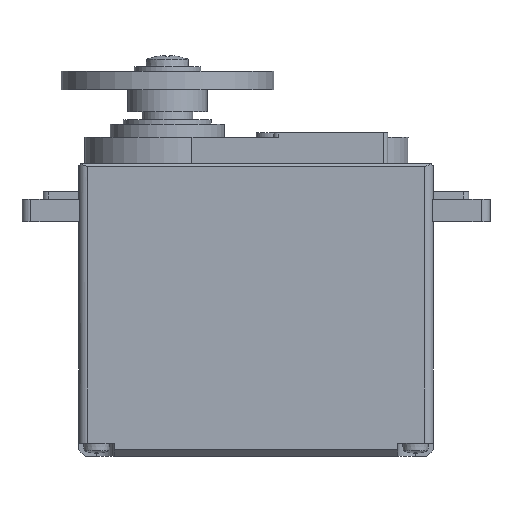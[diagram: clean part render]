
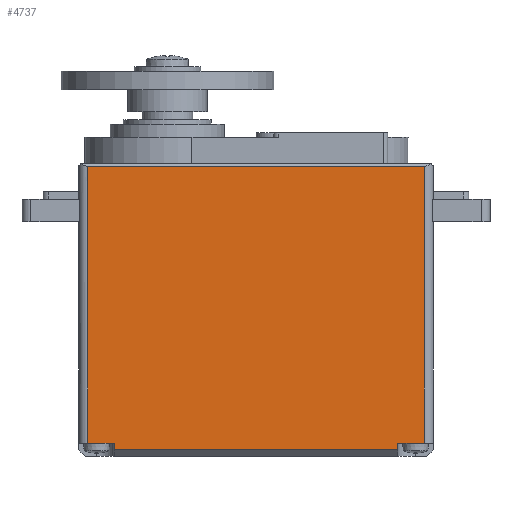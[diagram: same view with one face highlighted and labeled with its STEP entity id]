
A CAD part, front view. The second image highlights one B-rep face of the part: STEP entity #4737.
In plain terms, the highlighted planar face has unit normal (0, -1, 0).
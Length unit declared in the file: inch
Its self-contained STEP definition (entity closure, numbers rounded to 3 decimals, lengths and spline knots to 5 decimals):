
#607=FACE_OUTER_BOUND('',#948,.T.);
#948=EDGE_LOOP('',(#3927,#3928,#3929,#3930,#3931,#3932,#3933,#3934));
#1242=LINE('',#8416,#1530);
#1258=LINE('',#8460,#1546);
#1262=LINE('',#8469,#1550);
#1263=LINE('',#8472,#1551);
#1264=LINE('',#8474,#1552);
#1265=LINE('',#8475,#1553);
#1266=LINE('',#8477,#1554);
#1267=LINE('',#8478,#1555);
#1530=VECTOR('',#6127,1.49606);
#1546=VECTOR('',#6171,1.23031);
#1550=VECTOR('',#6177,1.25984);
#1551=VECTOR('',#6180,0.02953);
#1552=VECTOR('',#6181,0.11811);
#1553=VECTOR('',#6182,1.23031);
#1554=VECTOR('',#6183,0.11811);
#1555=VECTOR('',#6184,0.02953);
#2303=VERTEX_POINT('',#8412);
#2305=VERTEX_POINT('',#8415);
#2319=VERTEX_POINT('',#8458);
#2320=VERTEX_POINT('',#8462);
#2323=VERTEX_POINT('',#8467);
#2324=VERTEX_POINT('',#8471);
#2325=VERTEX_POINT('',#8473);
#2326=VERTEX_POINT('',#8476);
#2873=EDGE_CURVE('',#2303,#2305,#1242,.T.);
#2896=EDGE_CURVE('',#2319,#2303,#1258,.T.);
#2900=EDGE_CURVE('',#2323,#2320,#1262,.T.);
#2901=EDGE_CURVE('',#2323,#2324,#1263,.T.);
#2902=EDGE_CURVE('',#2324,#2325,#1264,.T.);
#2903=EDGE_CURVE('',#2305,#2325,#1265,.T.);
#2904=EDGE_CURVE('',#2319,#2326,#1266,.T.);
#2905=EDGE_CURVE('',#2326,#2320,#1267,.T.);
#3927=ORIENTED_EDGE('',*,*,#2900,.F.);
#3928=ORIENTED_EDGE('',*,*,#2901,.T.);
#3929=ORIENTED_EDGE('',*,*,#2902,.T.);
#3930=ORIENTED_EDGE('',*,*,#2903,.F.);
#3931=ORIENTED_EDGE('',*,*,#2873,.F.);
#3932=ORIENTED_EDGE('',*,*,#2896,.F.);
#3933=ORIENTED_EDGE('',*,*,#2904,.T.);
#3934=ORIENTED_EDGE('',*,*,#2905,.T.);
#4515=PLANE('',#5187);
#4737=ADVANCED_FACE('',(#607),#4515,.T.);
#5187=AXIS2_PLACEMENT_3D('',#8470,#6178,#6179);
#6127=DIRECTION('',(1.,0.,0.));
#6171=DIRECTION('',(0.,0.,1.));
#6177=DIRECTION('',(-1.,0.,0.));
#6178=DIRECTION('center_axis',(0.,-1.,0.));
#6179=DIRECTION('ref_axis',(0.,0.,-1.));
#6180=DIRECTION('',(0.,0.,1.));
#6181=DIRECTION('',(1.,0.,0.));
#6182=DIRECTION('',(0.,0.,-1.));
#6183=DIRECTION('',(1.,0.,0.));
#6184=DIRECTION('',(0.,0.,-1.));
#8412=CARTESIAN_POINT('',(-0.74803,-0.3937,1.28937));
#8415=CARTESIAN_POINT('',(0.74803,-0.3937,1.28937));
#8416=CARTESIAN_POINT('',(-0.74803,-0.3937,1.28937));
#8458=CARTESIAN_POINT('',(-0.74803,-0.3937,0.05906));
#8460=CARTESIAN_POINT('',(-0.74803,-0.3937,0.05906));
#8462=CARTESIAN_POINT('',(-0.62992,-0.3937,0.02953));
#8467=CARTESIAN_POINT('',(0.62992,-0.3937,0.02953));
#8469=CARTESIAN_POINT('',(0.62992,-0.3937,0.02953));
#8470=CARTESIAN_POINT('Origin',(0.7874,-0.3937,0.));
#8471=CARTESIAN_POINT('',(0.62992,-0.3937,0.05906));
#8472=CARTESIAN_POINT('',(0.62992,-0.3937,0.02953));
#8473=CARTESIAN_POINT('',(0.74803,-0.3937,0.05906));
#8474=CARTESIAN_POINT('',(0.62992,-0.3937,0.05906));
#8475=CARTESIAN_POINT('',(0.74803,-0.3937,1.28937));
#8476=CARTESIAN_POINT('',(-0.62992,-0.3937,0.05906));
#8477=CARTESIAN_POINT('',(-0.74803,-0.3937,0.05906));
#8478=CARTESIAN_POINT('',(-0.62992,-0.3937,0.05906));
